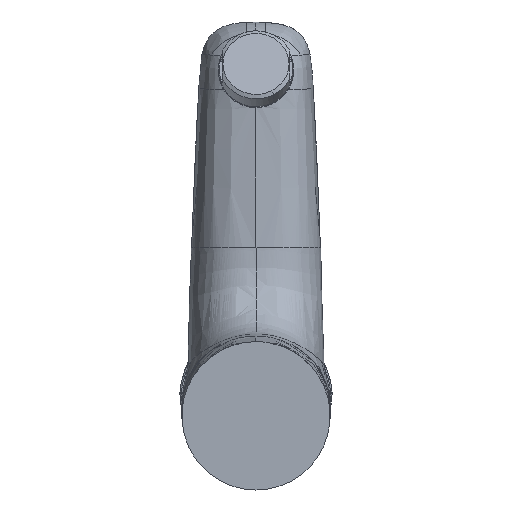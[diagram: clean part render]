
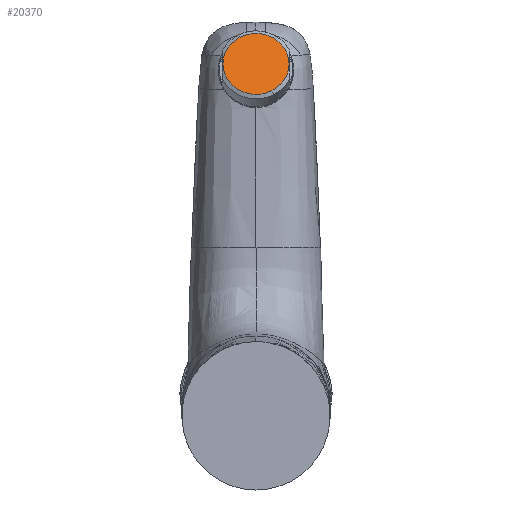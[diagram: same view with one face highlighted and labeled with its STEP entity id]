
A CAD part, front view. The second image highlights one B-rep face of the part: STEP entity #20370.
In plain terms, the highlighted planar face has unit normal (0, -0.92, 0.391).
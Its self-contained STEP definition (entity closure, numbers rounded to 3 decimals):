
#297 = AXIS2_PLACEMENT_3D ( 'NONE', #8272, #20118, #9994 ) ;
#1281 = CARTESIAN_POINT ( 'NONE',  ( 0., 78.274, 123.511 ) ) ;
#1924 = CIRCLE ( 'NONE', #2628, 10.75 ) ;
#2628 = AXIS2_PLACEMENT_3D ( 'NONE', #18333, #8217, #20054 ) ;
#2969 = DIRECTION ( 'NONE',  ( 0., -0.921, 0.391 ) ) ;
#4818 = CARTESIAN_POINT ( 'NONE',  ( 5.154, 70.388, 104.931 ) ) ;
#8217 = DIRECTION ( 'NONE',  ( 0., -0.921, 0.391 ) ) ;
#8272 = CARTESIAN_POINT ( 'NONE',  ( 0., 74.074, 113.615 ) ) ;
#8540 = ORIENTED_EDGE ( 'NONE', *, *, #12200, .T. ) ;
#9056 = CIRCLE ( 'NONE', #297, 10.75 ) ;
#9358 = CARTESIAN_POINT ( 'NONE',  ( -5.154, 77.76, 122.299 ) ) ;
#9994 = DIRECTION ( 'NONE',  ( 1., 0., 0. ) ) ;
#10111 = FACE_OUTER_BOUND ( 'NONE', #13515, .T. ) ;
#11264 = EDGE_CURVE ( 'NONE', #21182, #18198, #1924, .T. ) ;
#12200 = EDGE_CURVE ( 'NONE', #18198, #21182, #9056, .T. ) ;
#13073 = PLANE ( 'NONE',  #16032 ) ;
#13515 = EDGE_LOOP ( 'NONE', ( #20058, #8540 ) ) ;
#14848 = DIRECTION ( 'NONE',  ( -1., 0., 0. ) ) ;
#16032 = AXIS2_PLACEMENT_3D ( 'NONE', #1281, #2969, #14848 ) ;
#18198 = VERTEX_POINT ( 'NONE', #9358 ) ;
#18333 = CARTESIAN_POINT ( 'NONE',  ( 0., 74.074, 113.615 ) ) ;
#20054 = DIRECTION ( 'NONE',  ( 1., 0., 0. ) ) ;
#20058 = ORIENTED_EDGE ( 'NONE', *, *, #11264, .T. ) ;
#20118 = DIRECTION ( 'NONE',  ( 0., -0.921, 0.391 ) ) ;
#20370 = ADVANCED_FACE ( 'NONE', ( #10111 ), #13073, .T. ) ;
#21182 = VERTEX_POINT ( 'NONE', #4818 ) ;
